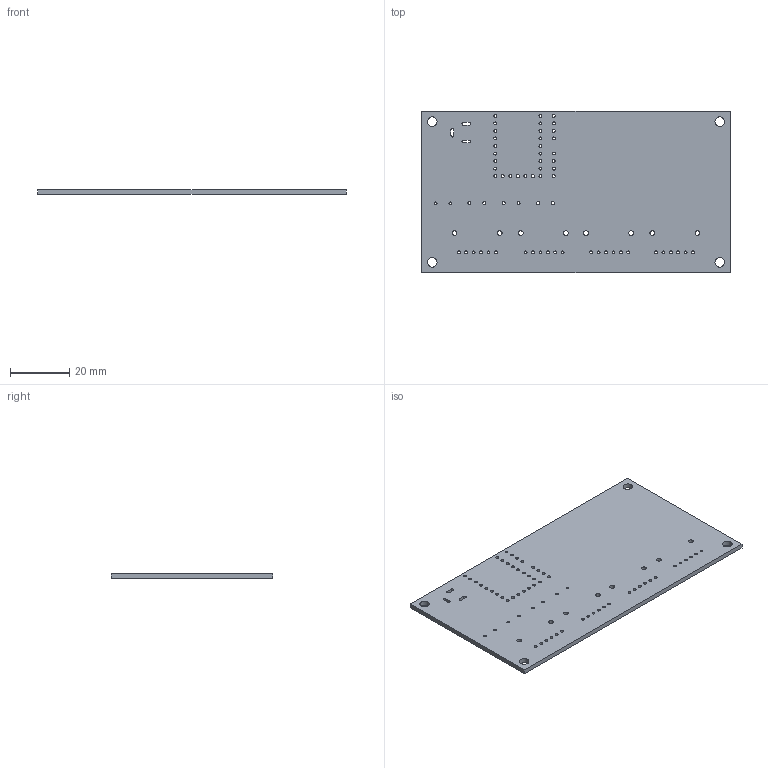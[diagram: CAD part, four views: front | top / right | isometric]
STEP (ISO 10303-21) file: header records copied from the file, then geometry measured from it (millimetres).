
FILE_DESCRIPTION(('KiCad electronic assembly'),'2;1');
FILE_NAME('Pneumatic control unit system.step','2025-06-07T21:38:44',( 'Pcbnew'),('Kicad'),'Open CASCADE STEP processor 7.8', 'KiCad to STEP converter','Unknown');
FILE_SCHEMA(('AUTOMOTIVE_DESIGN { 1 0 10303 214 1 1 1 1 }'));
Length unit declared in the file: millimetre
Products named in the file (2): Pneumatic control unit system 1; Pneumatic control unit system_PCB
Assembly tree (1 placements, depth 2):
  Pneumatic control unit system 1
    Pneumatic control unit system_PCB
Bounding box: 104 x 54.5 x 1.6 mm (x, y, z)
Volume: 8902 mm3; surface area: 12108.3 mm2
Topology: 1 solids, 1 shells, 93 faces, 273 edges, 182 vertices
Faces by surface type: cylinder 81, plane 12
Full cylindrical faces by diameter (mm): 0.95 x24, 1 x39, 1.6 x8, 3.2 x4
Entity records: 3538 total; most frequent: DIRECTION 625, CARTESIAN_POINT 550, ORIENTED_EDGE 546, EDGE_CURVE 273, AXIS2_PLACEMENT_3D 257, FACE_BOUND 249, EDGE_LOOP 249, VERTEX_POINT 182
